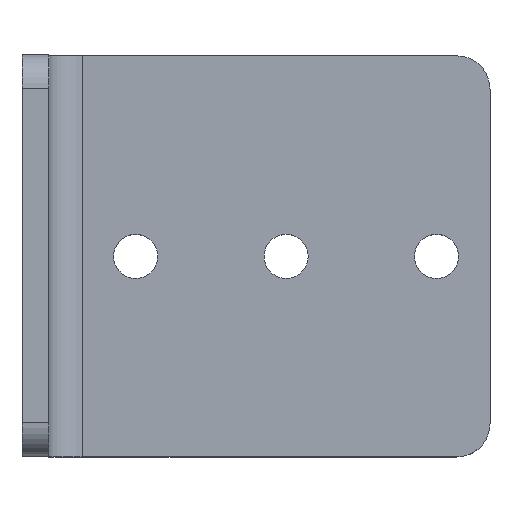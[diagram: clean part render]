
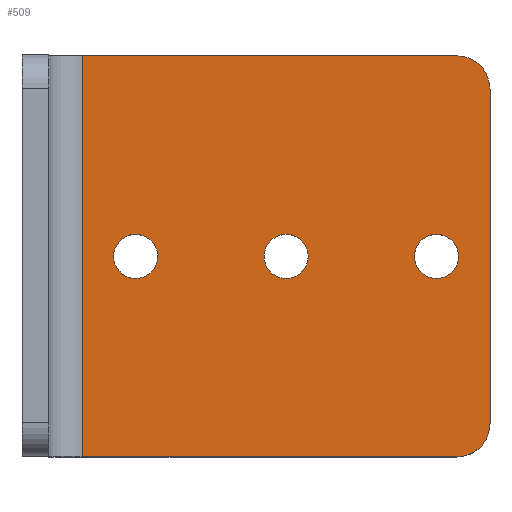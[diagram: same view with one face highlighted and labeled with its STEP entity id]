
A CAD part, top view. The second image highlights one B-rep face of the part: STEP entity #509.
In plain terms, the highlighted planar face has unit normal (0, 0, 1).
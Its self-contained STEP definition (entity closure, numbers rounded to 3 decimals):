
#24=PLANE($,#562);
#43=LINE($,#842,#79);
#44=LINE($,#846,#80);
#45=LINE($,#850,#81);
#46=LINE($,#851,#82);
#79=VECTOR($,#680,56.);
#80=VECTOR($,#683,50.);
#81=VECTOR($,#686,56.);
#82=VECTOR($,#687,60.);
#109=FACE_BOUND($,#164,.T.);
#110=FACE_BOUND($,#165,.T.);
#111=FACE_BOUND($,#166,.T.);
#131=FACE_OUTER_BOUND($,#163,.T.);
#163=EDGE_LOOP($,(#390,#391,#392,#393,#394,#395));
#164=EDGE_LOOP($,(#396));
#165=EDGE_LOOP($,(#397));
#166=EDGE_LOOP($,(#398));
#187=CIRCLE($,#527,3.3);
#189=CIRCLE($,#530,3.3);
#191=CIRCLE($,#533,3.3);
#211=CIRCLE($,#563,5.);
#212=CIRCLE($,#564,5.);
#227=VERTEX_POINT($,#764);
#229=VERTEX_POINT($,#769);
#231=VERTEX_POINT($,#774);
#255=VERTEX_POINT($,#840);
#256=VERTEX_POINT($,#841);
#257=VERTEX_POINT($,#843);
#258=VERTEX_POINT($,#845);
#259=VERTEX_POINT($,#847);
#260=VERTEX_POINT($,#849);
#275=EDGE_CURVE($,#227,#227,#187,.T.);
#277=EDGE_CURVE($,#229,#229,#189,.T.);
#279=EDGE_CURVE($,#231,#231,#191,.T.);
#311=EDGE_CURVE($,#255,#256,#43,.T.);
#312=EDGE_CURVE($,#255,#257,#211,.T.);
#313=EDGE_CURVE($,#258,#257,#44,.T.);
#314=EDGE_CURVE($,#258,#259,#212,.T.);
#315=EDGE_CURVE($,#260,#259,#45,.T.);
#316=EDGE_CURVE($,#260,#256,#46,.T.);
#390=ORIENTED_EDGE($,*,*,#311,.F.);
#391=ORIENTED_EDGE($,*,*,#312,.T.);
#392=ORIENTED_EDGE($,*,*,#313,.F.);
#393=ORIENTED_EDGE($,*,*,#314,.T.);
#394=ORIENTED_EDGE($,*,*,#315,.F.);
#395=ORIENTED_EDGE($,*,*,#316,.T.);
#396=ORIENTED_EDGE($,*,*,#275,.T.);
#397=ORIENTED_EDGE($,*,*,#277,.T.);
#398=ORIENTED_EDGE($,*,*,#279,.T.);
#509=ADVANCED_FACE($,(#131,#109,#110,#111),#24,.F.);
#527=AXIS2_PLACEMENT_3D($,#765,#596,#597);
#530=AXIS2_PLACEMENT_3D($,#770,#602,#603);
#533=AXIS2_PLACEMENT_3D($,#775,#608,#609);
#562=AXIS2_PLACEMENT_3D($,#839,#678,#679);
#563=AXIS2_PLACEMENT_3D($,#844,#681,#682);
#564=AXIS2_PLACEMENT_3D($,#848,#684,#685);
#596=DIRECTION('center_axis',(0.,0.,-1.));
#597=DIRECTION('ref_axis',(1.,0.,0.));
#602=DIRECTION('center_axis',(0.,0.,-1.));
#603=DIRECTION('ref_axis',(1.,0.,0.));
#608=DIRECTION('center_axis',(0.,0.,-1.));
#609=DIRECTION('ref_axis',(1.,0.,0.));
#678=DIRECTION('center_axis',(0.,0.,-1.));
#679=DIRECTION('ref_axis',(-1.,0.,0.));
#680=DIRECTION($,(-1.,0.,0.));
#681=DIRECTION('center_axis',(0.,0.,1.));
#682=DIRECTION('ref_axis',(-1.,0.,0.));
#683=DIRECTION($,(0.,-1.,0.));
#684=DIRECTION('center_axis',(0.,0.,1.));
#685=DIRECTION('ref_axis',(-1.,0.,0.));
#686=DIRECTION($,(1.,0.,0.));
#687=DIRECTION($,(0.,-1.,0.));
#764=CARTESIAN_POINT('',(13.7,30.,4.));
#765=CARTESIAN_POINT('Origin',(17.,30.,4.));
#769=CARTESIAN_POINT('',(58.7,30.,4.));
#770=CARTESIAN_POINT('Origin',(62.,30.,4.));
#774=CARTESIAN_POINT('',(36.2,30.,4.));
#775=CARTESIAN_POINT('Origin',(39.5,30.,4.));
#839=CARTESIAN_POINT('Origin',(0.,0.,4.));
#840=CARTESIAN_POINT('',(65.,0.,4.));
#841=CARTESIAN_POINT('',(9.,0.,4.));
#842=CARTESIAN_POINT($,(65.,0.,4.));
#843=CARTESIAN_POINT('',(70.,5.,4.));
#844=CARTESIAN_POINT('Origin',(65.,5.,4.));
#845=CARTESIAN_POINT('',(70.,55.,4.));
#846=CARTESIAN_POINT($,(70.,55.,4.));
#847=CARTESIAN_POINT('',(65.,60.,4.));
#848=CARTESIAN_POINT('Origin',(65.,55.,4.));
#849=CARTESIAN_POINT('',(9.,60.,4.));
#850=CARTESIAN_POINT($,(9.,60.,4.));
#851=CARTESIAN_POINT($,(9.,60.,4.));
